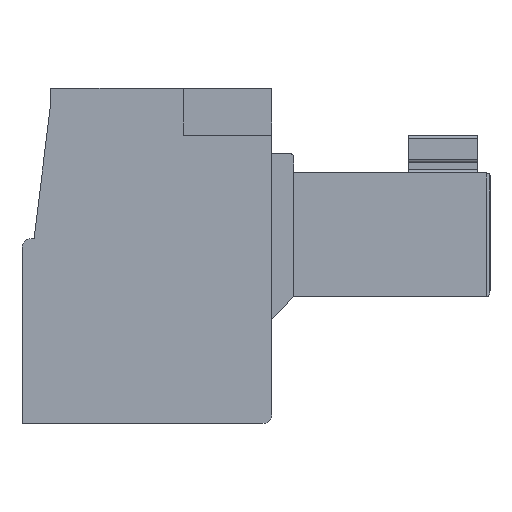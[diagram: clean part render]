
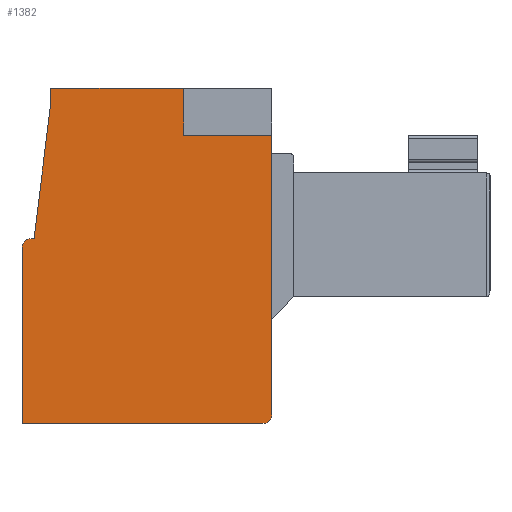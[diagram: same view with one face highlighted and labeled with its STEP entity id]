
A CAD part, left-side view. The second image highlights one B-rep face of the part: STEP entity #1382.
In plain terms, the highlighted planar face has unit normal (-1, 0, 0).
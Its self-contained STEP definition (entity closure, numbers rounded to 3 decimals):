
#102=PLANE('',#1550);
#165=FACE_OUTER_BOUND('',#247,.T.);
#247=EDGE_LOOP('',(#1032,#1033,#1034,#1035,#1036,#1037,#1038,#1039,#1040,
#1041,#1042));
#324=LINE('',#2100,#475);
#336=LINE('',#2126,#487);
#353=LINE('',#2169,#504);
#361=LINE('',#2185,#512);
#362=LINE('',#2190,#513);
#363=LINE('',#2193,#514);
#364=LINE('',#2195,#515);
#365=LINE('',#2197,#516);
#366=LINE('',#2198,#517);
#475=VECTOR('',#1679,10.);
#487=VECTOR('',#1697,10.);
#504=VECTOR('',#1732,10.);
#512=VECTOR('',#1746,10.);
#513=VECTOR('',#1751,10.);
#514=VECTOR('',#1754,10.);
#515=VECTOR('',#1755,10.);
#516=VECTOR('',#1756,10.);
#517=VECTOR('',#1757,10.);
#630=CIRCLE('',#1551,0.3);
#631=CIRCLE('',#1552,0.3);
#662=VERTEX_POINT('',#2097);
#663=VERTEX_POINT('',#2099);
#673=VERTEX_POINT('',#2123);
#674=VERTEX_POINT('',#2125);
#691=VERTEX_POINT('',#2168);
#696=VERTEX_POINT('',#2183);
#697=VERTEX_POINT('',#2187);
#698=VERTEX_POINT('',#2188);
#699=VERTEX_POINT('',#2192);
#700=VERTEX_POINT('',#2194);
#701=VERTEX_POINT('',#2196);
#787=EDGE_CURVE('',#662,#663,#324,.T.);
#799=EDGE_CURVE('',#673,#674,#336,.T.);
#820=EDGE_CURVE('',#663,#691,#353,.T.);
#829=EDGE_CURVE('',#696,#662,#361,.T.);
#830=EDGE_CURVE('',#697,#698,#630,.T.);
#831=EDGE_CURVE('',#674,#697,#362,.T.);
#832=EDGE_CURVE('',#691,#673,#631,.T.);
#833=EDGE_CURVE('',#699,#696,#363,.T.);
#834=EDGE_CURVE('',#700,#699,#364,.T.);
#835=EDGE_CURVE('',#701,#700,#365,.T.);
#836=EDGE_CURVE('',#698,#701,#366,.T.);
#1032=ORIENTED_EDGE('',*,*,#830,.F.);
#1033=ORIENTED_EDGE('',*,*,#831,.F.);
#1034=ORIENTED_EDGE('',*,*,#799,.F.);
#1035=ORIENTED_EDGE('',*,*,#832,.F.);
#1036=ORIENTED_EDGE('',*,*,#820,.F.);
#1037=ORIENTED_EDGE('',*,*,#787,.F.);
#1038=ORIENTED_EDGE('',*,*,#829,.F.);
#1039=ORIENTED_EDGE('',*,*,#833,.F.);
#1040=ORIENTED_EDGE('',*,*,#834,.F.);
#1041=ORIENTED_EDGE('',*,*,#835,.F.);
#1042=ORIENTED_EDGE('',*,*,#836,.F.);
#1382=ADVANCED_FACE('',(#165),#102,.F.);
#1550=AXIS2_PLACEMENT_3D('',#2186,#1747,#1748);
#1551=AXIS2_PLACEMENT_3D('',#2189,#1749,#1750);
#1552=AXIS2_PLACEMENT_3D('',#2191,#1752,#1753);
#1679=DIRECTION('',(0.,-1.,0.));
#1697=DIRECTION('',(0.,1.,0.));
#1732=DIRECTION('',(0.,0.,-1.));
#1746=DIRECTION('',(0.,0.,-1.));
#1747=DIRECTION('center_axis',(1.,0.,0.));
#1748=DIRECTION('ref_axis',(0.,0.,-1.));
#1749=DIRECTION('center_axis',(1.,0.,0.));
#1750=DIRECTION('ref_axis',(0.,1.,0.));
#1751=DIRECTION('',(0.,0.,1.));
#1752=DIRECTION('center_axis',(1.,0.,0.));
#1753=DIRECTION('ref_axis',(0.,-1.,0.));
#1754=DIRECTION('',(0.,-1.,0.));
#1755=DIRECTION('',(0.,0.,1.));
#1756=DIRECTION('',(0.,-0.122,0.993));
#1757=DIRECTION('',(0.,-1.,0.));
#2097=CARTESIAN_POINT('',(-2.54,11.85,6.12));
#2099=CARTESIAN_POINT('',(-2.54,8.93,6.12));
#2100=CARTESIAN_POINT('',(-2.54,11.85,6.12));
#2123=CARTESIAN_POINT('',(-2.54,9.23,-3.43));
#2125=CARTESIAN_POINT('',(-2.54,17.2,-3.43));
#2126=CARTESIAN_POINT('',(-2.54,9.23,-3.43));
#2168=CARTESIAN_POINT('',(-2.54,8.93,-3.13));
#2169=CARTESIAN_POINT('',(-2.54,8.93,6.12));
#2183=CARTESIAN_POINT('',(-2.54,11.85,7.67));
#2185=CARTESIAN_POINT('',(-2.54,11.85,7.67));
#2186=CARTESIAN_POINT('Origin',(-2.54,13.045,1.901));
#2187=CARTESIAN_POINT('',(-2.54,17.2,2.4));
#2188=CARTESIAN_POINT('',(-2.54,16.9,2.7));
#2189=CARTESIAN_POINT('Origin',(-2.54,16.9,2.4));
#2190=CARTESIAN_POINT('',(-2.54,17.2,-3.43));
#2191=CARTESIAN_POINT('Origin',(-2.54,9.23,-3.13));
#2192=CARTESIAN_POINT('',(-2.54,16.25,7.67));
#2193=CARTESIAN_POINT('',(-2.54,16.25,7.67));
#2194=CARTESIAN_POINT('',(-2.54,16.25,7.17));
#2195=CARTESIAN_POINT('',(-2.54,16.25,7.17));
#2196=CARTESIAN_POINT('',(-2.54,16.8,2.7));
#2197=CARTESIAN_POINT('',(-2.54,16.8,2.7));
#2198=CARTESIAN_POINT('',(-2.54,16.9,2.7));
